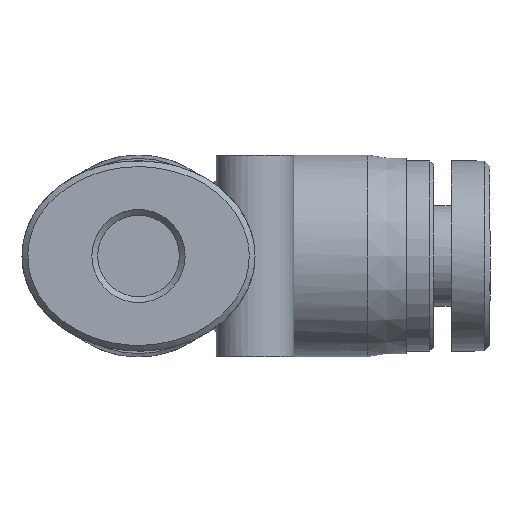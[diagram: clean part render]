
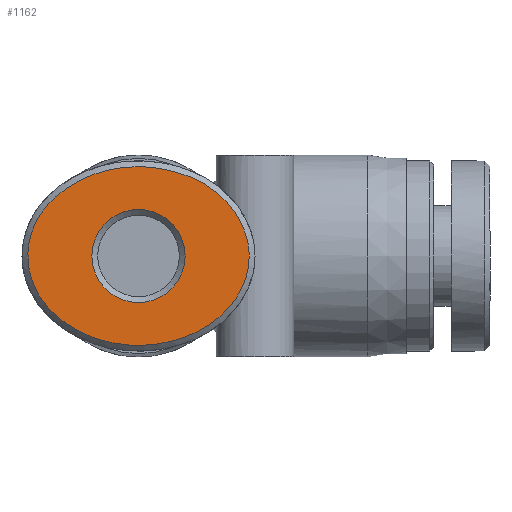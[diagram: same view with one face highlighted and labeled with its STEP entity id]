
A CAD part, left-side view. The second image highlights one B-rep face of the part: STEP entity #1162.
In plain terms, the highlighted face is planar.
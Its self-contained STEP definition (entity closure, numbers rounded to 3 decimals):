
#1095=CARTESIAN_POINT('',(5.7,4.3,0.));
#1096=VERTEX_POINT('',#1095);
#1123=CARTESIAN_POINT('',(5.705,4.3,0.));
#1124=CARTESIAN_POINT('',(5.707,4.3,0.679));
#1125=CARTESIAN_POINT('',(5.316,4.3,2.034));
#1126=CARTESIAN_POINT('',(3.707,4.3,3.703));
#1127=CARTESIAN_POINT('',(1.326,4.3,4.637));
#1128=CARTESIAN_POINT('',(-1.549,4.3,4.642));
#1129=CARTESIAN_POINT('',(-3.883,4.3,3.577));
#1130=CARTESIAN_POINT('',(-5.871,4.3,1.3));
#1131=CARTESIAN_POINT('',(-5.893,4.3,-2.237));
#1132=CARTESIAN_POINT('',(-2.221,4.3,-4.655));
#1133=CARTESIAN_POINT('',(1.326,4.3,-4.632));
#1134=CARTESIAN_POINT('',(4.512,4.3,-3.395));
#1135=CARTESIAN_POINT('',(5.701,4.3,-1.356));
#1136=CARTESIAN_POINT('',(5.705,4.3,0.));
#1137=B_SPLINE_CURVE_WITH_KNOTS('',3,(#1123,#1124,#1125,#1126,#1127,#1128,#1129,#1130,#1131,#1132,#1133,#1134,#1135,#1136),.UNSPECIFIED.,.T.,.U.,(4,1,1,1,1,1,1,1,1,1,1,4),(-3.142,-2.693,-2.244,-1.795,-1.346,-0.785,-0.449,0.449,1.346,1.795,2.244,3.142),.UNSPECIFIED.);
#1138=EDGE_CURVE('',#1096,#1096,#1137,.T.);
#1143=CARTESIAN_POINT('',(0.,4.3,0.));
#1144=DIRECTION('',(0.0,-1.0,0.0));
#1145=DIRECTION('',(0.0,0.0,-1.0));
#1146=AXIS2_PLACEMENT_3D('',#1143,#1144,#1145);
#1147=PLANE('',#1146);
#1148=ORIENTED_EDGE('',*,*,#1138,.F.);
#1149=EDGE_LOOP('',(#1148));
#1150=FACE_OUTER_BOUND('',#1149,.T.);
#1151=CARTESIAN_POINT('',(2.4,4.3,0.));
#1152=VERTEX_POINT('',#1151);
#1153=CARTESIAN_POINT('',(0.,4.3,0.0));
#1154=DIRECTION('',(0.0,1.0,0.0));
#1155=DIRECTION('',(-1.0,0.0,0.0));
#1156=AXIS2_PLACEMENT_3D('',#1153,#1154,#1155);
#1157=CIRCLE('',#1156,2.4);
#1158=EDGE_CURVE('',#1152,#1152,#1157,.T.);
#1159=ORIENTED_EDGE('',*,*,#1158,.F.);
#1160=EDGE_LOOP('',(#1159));
#1161=FACE_BOUND('',#1160,.T.);
#1162=ADVANCED_FACE('',(#1150,#1161),#1147,.F.);
